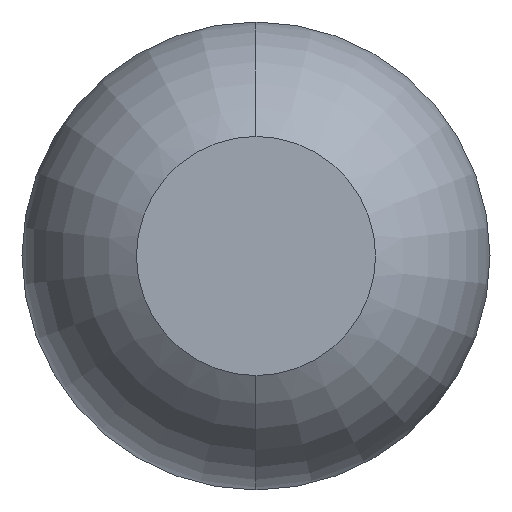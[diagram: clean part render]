
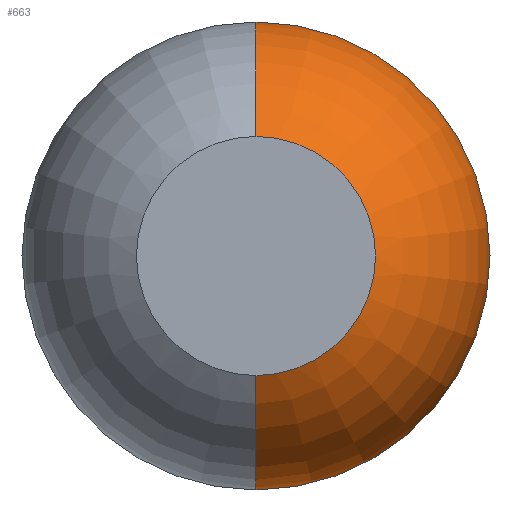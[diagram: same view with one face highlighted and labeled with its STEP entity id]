
A CAD part, front view. The second image highlights one B-rep face of the part: STEP entity #663.
In plain terms, the highlighted toroidal (fillet/blend) face has major radius 0.035 mm and minor radius 0.65 mm.
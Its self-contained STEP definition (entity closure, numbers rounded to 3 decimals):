
#46 = CIRCLE ( 'NONE', #2106, 0.35 ) ;
#151 = DIRECTION ( 'NONE',  ( 0., 0., -1. ) ) ;
#155 = VERTEX_POINT ( 'NONE', #1933 ) ;
#159 = CIRCLE ( 'NONE', #1599, 0.65 ) ;
#337 = CIRCLE ( 'NONE', #4102, 0.65 ) ;
#387 = ORIENTED_EDGE ( 'NONE', *, *, #843, .F. ) ;
#663 = ADVANCED_FACE ( 'Defeature ausgef�hrt1_4', ( #1074 ), #2041, .T. ) ;
#672 = EDGE_CURVE ( 'NONE', #155, #3774, #337, .T. ) ;
#686 = VERTEX_POINT ( 'NONE', #3184 ) ;
#776 = DIRECTION ( 'NONE',  ( 0., -1., 0. ) ) ;
#843 = EDGE_CURVE ( 'Defeature ausgef�hrt1_18+Defeature ausgef�hrt1_4+Defeature ausgef�hrt1_4+Defeature ausgef�hrt1_4', #686, #3774, #46, .T. ) ;
#916 = DIRECTION ( 'NONE',  ( -1., 0., 0. ) ) ;
#1074 = FACE_OUTER_BOUND ( 'NONE', #3195, .T. ) ;
#1077 = ORIENTED_EDGE ( 'NONE', *, *, #2970, .F. ) ;
#1165 = ORIENTED_EDGE ( 'NONE', *, *, #672, .T. ) ;
#1215 = DIRECTION ( 'NONE',  ( 0., -1., 0. ) ) ;
#1272 = CARTESIAN_POINT ( 'NONE',  ( 0., -24.431, 0. ) ) ;
#1387 = ORIENTED_EDGE ( 'NONE', *, *, #1480, .T. ) ;
#1480 = EDGE_CURVE ( 'Defeature ausgef�hrt1_4+Defeature ausgef�hrt1_5+Defeature ausgef�hrt1_5+Defeature ausgef�hrt1_5', #2773, #155, #2892, .T. ) ;
#1585 = CARTESIAN_POINT ( 'NONE',  ( 0., -24.431, -0.035 ) ) ;
#1599 = AXIS2_PLACEMENT_3D ( 'NONE', #1585, #916, #3822 ) ;
#1738 = CARTESIAN_POINT ( 'NONE',  ( 0., -25., 0. ) ) ;
#1901 = AXIS2_PLACEMENT_3D ( 'NONE', #1272, #1215, #2213 ) ;
#1933 = CARTESIAN_POINT ( 'NONE',  ( 0., -24.431, 0.685 ) ) ;
#2041 = TOROIDAL_SURFACE ( 'NONE', #4050, 0.035, 0.65 ) ;
#2106 = AXIS2_PLACEMENT_3D ( 'NONE', #1738, #776, #151 ) ;
#2213 = DIRECTION ( 'NONE',  ( 0., 0., -1. ) ) ;
#2613 = CARTESIAN_POINT ( 'NONE',  ( 0., -24.431, 0. ) ) ;
#2656 = CARTESIAN_POINT ( 'NONE',  ( 0., -25., 0.35 ) ) ;
#2696 = CARTESIAN_POINT ( 'NONE',  ( 0., -24.431, -0.685 ) ) ;
#2773 = VERTEX_POINT ( 'NONE', #2696 ) ;
#2892 = CIRCLE ( 'NONE', #1901, 0.685 ) ;
#2924 = DIRECTION ( 'NONE',  ( 0., -1., 0. ) ) ;
#2970 = EDGE_CURVE ( 'NONE', #2773, #686, #159, .T. ) ;
#3184 = CARTESIAN_POINT ( 'NONE',  ( 0., -25., -0.35 ) ) ;
#3195 = EDGE_LOOP ( 'NONE', ( #1387, #1165, #387, #1077 ) ) ;
#3201 = CARTESIAN_POINT ( 'NONE',  ( 0., -24.431, 0.035 ) ) ;
#3245 = DIRECTION ( 'NONE',  ( 0., 0., -1. ) ) ;
#3507 = DIRECTION ( 'NONE',  ( 0., 0., -1. ) ) ;
#3545 = DIRECTION ( 'NONE',  ( 1., 0., 0. ) ) ;
#3774 = VERTEX_POINT ( 'NONE', #2656 ) ;
#3822 = DIRECTION ( 'NONE',  ( 0., 0., 1. ) ) ;
#4050 = AXIS2_PLACEMENT_3D ( 'NONE', #2613, #2924, #3245 ) ;
#4102 = AXIS2_PLACEMENT_3D ( 'NONE', #3201, #3545, #3507 ) ;
